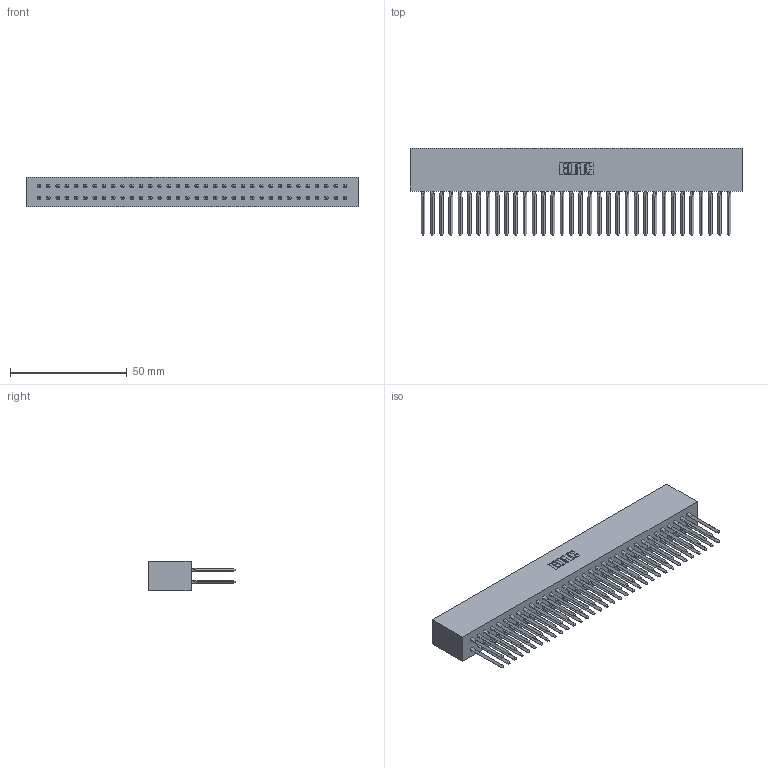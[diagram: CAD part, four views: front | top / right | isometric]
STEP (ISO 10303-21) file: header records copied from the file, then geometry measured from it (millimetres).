
FILE_DESCRIPTION (( 'STEP AP203' ), '1' );
FILE_NAME ('317-068-542-801.STEP', '2020-02-28T06:39:40', ( '' ), ( '' ), 'SwSTEP 2.0', 'SolidWorks 2016', '' );
FILE_SCHEMA (( 'CONFIG_CONTROL_DESIGN' ));
Length unit declared in the file: inch
Products named in the file (3): 317 Part_Lugless; 317-068-542-801; 317-290-003_542
Assembly tree (69 placements, depth 2):
  317-068-542-801
    317 Part_Lugless
    317-290-003_542  x68
Bounding box: 141.94 x 37.34 x 12.7 mm (x, y, z)
Volume: 24718.9 mm3; surface area: 34293.9 mm2
Topology: 69 solids, 69 shells, 3966 faces, 11119 edges, 7094 vertices
Faces by surface type: plane 3178, cylinder 516, bspline 272
Entity records: 48871 total; most frequent: CARTESIAN_POINT 8773, ORIENTED_EDGE 8436, DIRECTION 7102, EDGE_CURVE 4218, LINE 4056, VECTOR 4056, VERTEX_POINT 2806, AXIS2_PLACEMENT_3D 1523
